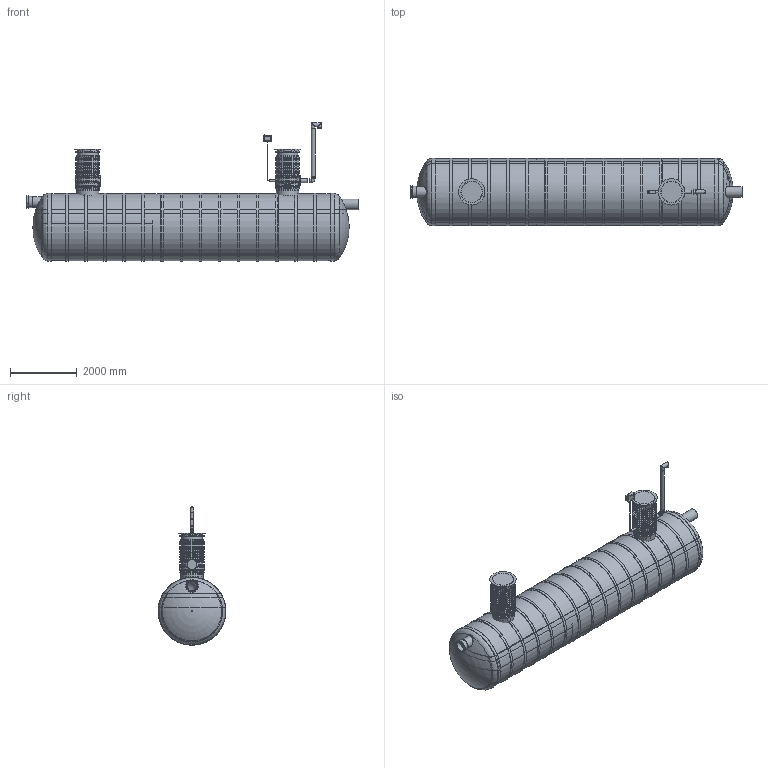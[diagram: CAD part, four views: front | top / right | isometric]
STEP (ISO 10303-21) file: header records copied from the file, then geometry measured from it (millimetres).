
FILE_DESCRIPTION(/* description */ ('Unknown'),/* implementation_level */ '2;1');
FILE_NAME(/* name */ 'II klassi eraldaja NS65',/* time_stamp */ '2023-04-11T13:45:10+03:00',/* author */ ('Unknown'),/* organization */ ('Unknown'),/* preprocessor_version */ 'ST-DEVELOPER v18.1',/* originating_system */ 'Solid Edge',/* authorisation */ 'Unknown');
FILE_SCHEMA (('AUTOMOTIVE_DESIGN {1 0 10303 214 3 1 1}'));
Length unit declared in the file: millimetre
Products named in the file (34): II klassi eraldaja NS65; 2273.001_mahuti ots1; 2273.002; 2273.003_mahuti ots 2; Muhvtoru D315_2273; Ribi2000; Polv D315; 2273.004; 2273.005; 2273.006; Olikihi maht; 2273.007; Sette maht; Ribi loikega; Ribi loikega2; Kasulik_maht_2273; D665 KP silinder 26.04.19; 2697.001 tihend teeninduskaevule 670_var2; 2693.001_var3; 2703.001; Malmluuk_D600_(Ginmika); Malmluugi_korpus_D600_(Ginmika); Malmluugi_kaan_D600_(Ginmika); RoundTubing 63x4.7_oa_0; RoundTubing 110x6.6_oa_1; RoundTubing 25x2.3_oa_2; Ujuk_oa_3; Ujuk_oa_4; Ujuk_oa_5; PE_vent_malm_L=1500; PVC_polv_110; PE venttoru DN100 L=1500; Rotoventiots; elektrikarp loikefotole
Assembly tree (52 placements, depth 3):
  II klassi eraldaja NS65
    2273.001_mahuti ots1
    2273.002
    2273.003_mahuti ots 2
    Muhvtoru D315_2273
    Ribi2000  x12
    Polv D315  x2
    2273.004
    2273.005
    2273.006
    Olikihi maht
    2273.007
    Sette maht
    Ribi loikega
    Ribi loikega2
    Kasulik_maht_2273
    D665 KP silinder 26.04.19  x2
    2697.001 tihend teeninduskaevule 670_var2  x4
    2693.001_var3  x2
    2703.001  x2
    Malmluuk_D600_(Ginmika)  x2
      Malmluugi_korpus_D600_(Ginmika)
      Malmluugi_kaan_D600_(Ginmika)
    RoundTubing 63x4.7_oa_0
    RoundTubing 110x6.6_oa_1
    RoundTubing 25x2.3_oa_2
    Ujuk_oa_3
    Ujuk_oa_4
    Ujuk_oa_5
    PE_vent_malm_L=1500
      PVC_polv_110
      PE venttoru DN100 L=1500
      Rotoventiots
    elektrikarp loikefotole
Bounding box: 9972 x 2036 x 4152.6 mm (x, y, z)
Surface area: 211738652.5 mm2
Topology: 55 solids, 57 shells, 1285 faces, 2947 edges, 1921 vertices
Faces by surface type: plane 494, cylinder 396, torus 282, cone 65, bspline 43, sphere 5
Full cylindrical faces by diameter (mm): 6 x2, 8.5 x3, 10 x31, 20 x1, 20.4 x1, 25 x1, 53.6 x1, 63 x1, 96.8 x1, 100 x2, 103.2 x3, 105 x1, 110 x9, 120 x2, 130 x2, 294 x1, 314 x1, 315 x15, 333 x8, 334 x2, 346 x1, 347 x4, 366 x1, 367 x4, 595 x2, 600 x4, 609 x2, 610 x2, 615 x4, 625 x6
Entity records: 26128 total; most frequent: CARTESIAN_POINT 10998, DIRECTION 2984, ORIENTED_EDGE 2460, AXIS2_PLACEMENT_3D 1341, EDGE_CURVE 1230, FACE_BOUND 1140, EDGE_LOOP 1136, VERTEX_POINT 948
